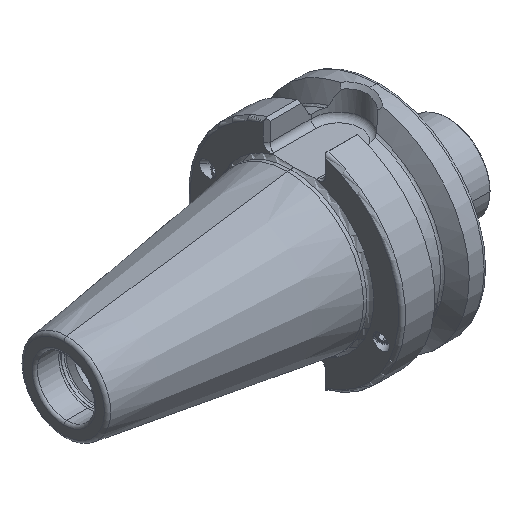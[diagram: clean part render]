
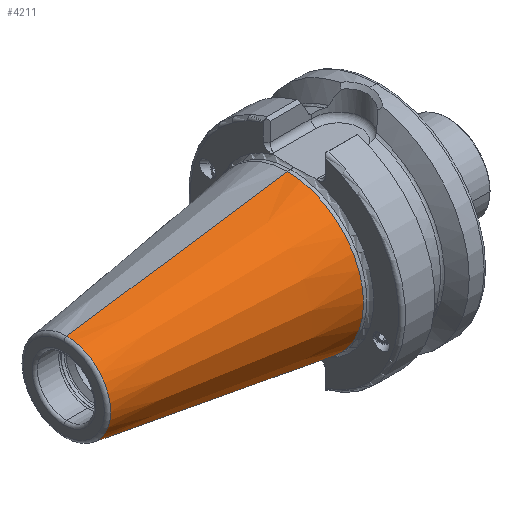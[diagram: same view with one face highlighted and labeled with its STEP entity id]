
A CAD part, isometric view. The second image highlights one B-rep face of the part: STEP entity #4211.
In plain terms, the highlighted conical face has half-angle 8.297 degrees and reference radius 22.225 mm.
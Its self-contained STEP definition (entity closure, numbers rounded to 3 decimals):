
#104 = AXIS2_PLACEMENT_3D ( 'NONE', #4011, #1441, #4451 ) ;
#497 = CARTESIAN_POINT ( 'NONE',  ( -64.544, 0., 12.812 ) ) ;
#517 = DIRECTION ( 'NONE',  ( 0., 0., -1. ) ) ;
#668 = AXIS2_PLACEMENT_3D ( 'NONE', #4002, #1429, #4444 ) ;
#804 = LINE ( 'NONE', #3516, #4063 ) ;
#975 = DIRECTION ( 'NONE',  ( 0.99, 0., 0.144 ) ) ;
#1224 = ORIENTED_EDGE ( 'NONE', *, *, #3659, .F. ) ;
#1285 = ORIENTED_EDGE ( 'NONE', *, *, #3368, .T. ) ;
#1400 = LINE ( 'NONE', #4561, #2367 ) ;
#1429 = DIRECTION ( 'NONE',  ( -1., 0., 0. ) ) ;
#1441 = DIRECTION ( 'NONE',  ( -1., 0., 0. ) ) ;
#1624 = VERTEX_POINT ( 'NONE', #4823 ) ;
#1810 = VERTEX_POINT ( 'NONE', #497 ) ;
#2293 = CARTESIAN_POINT ( 'NONE',  ( 0., 0., 22.225 ) ) ;
#2367 = VECTOR ( 'NONE', #3268, 1000. ) ;
#3051 = CIRCLE ( 'NONE', #668, 22.225 ) ;
#3251 = EDGE_CURVE ( 'NONE', #5079, #4879, #3051, .T. ) ;
#3268 = DIRECTION ( 'NONE',  ( 0.99, 0., -0.144 ) ) ;
#3368 = EDGE_CURVE ( 'NONE', #1624, #5079, #1400, .T. ) ;
#3444 = CARTESIAN_POINT ( 'NONE',  ( 0., 0., 0. ) ) ;
#3516 = CARTESIAN_POINT ( 'NONE',  ( 0., 0., 22.225 ) ) ;
#3659 = EDGE_CURVE ( 'NONE', #1624, #1810, #5236, .T. ) ;
#3719 = AXIS2_PLACEMENT_3D ( 'NONE', #3444, #3864, #517 ) ;
#3864 = DIRECTION ( 'NONE',  ( 1., 0., 0. ) ) ;
#4002 = CARTESIAN_POINT ( 'NONE',  ( 0., 0., 0. ) ) ;
#4011 = CARTESIAN_POINT ( 'NONE',  ( -64.544, 0., 0. ) ) ;
#4063 = VECTOR ( 'NONE', #975, 1000. ) ;
#4169 = ORIENTED_EDGE ( 'NONE', *, *, #4262, .F. ) ;
#4207 = CONICAL_SURFACE ( 'NONE', #3719, 22.225, 0.145 ) ;
#4211 = ADVANCED_FACE ( 'NONE', ( #5414 ), #4207, .T. ) ;
#4262 = EDGE_CURVE ( 'NONE', #1810, #4879, #804, .T. ) ;
#4444 = DIRECTION ( 'NONE',  ( 0., 0., 1. ) ) ;
#4451 = DIRECTION ( 'NONE',  ( 0., 0., 1. ) ) ;
#4561 = CARTESIAN_POINT ( 'NONE',  ( 0., 0., -22.225 ) ) ;
#4760 = ORIENTED_EDGE ( 'NONE', *, *, #3251, .T. ) ;
#4823 = CARTESIAN_POINT ( 'NONE',  ( -64.544, 0., -12.812 ) ) ;
#4879 = VERTEX_POINT ( 'NONE', #2293 ) ;
#4984 = CARTESIAN_POINT ( 'NONE',  ( 0., 0., -22.225 ) ) ;
#5079 = VERTEX_POINT ( 'NONE', #4984 ) ;
#5236 = CIRCLE ( 'NONE', #104, 12.812 ) ;
#5406 = EDGE_LOOP ( 'NONE', ( #4169, #1224, #1285, #4760 ) ) ;
#5414 = FACE_OUTER_BOUND ( 'NONE', #5406, .T. ) ;
